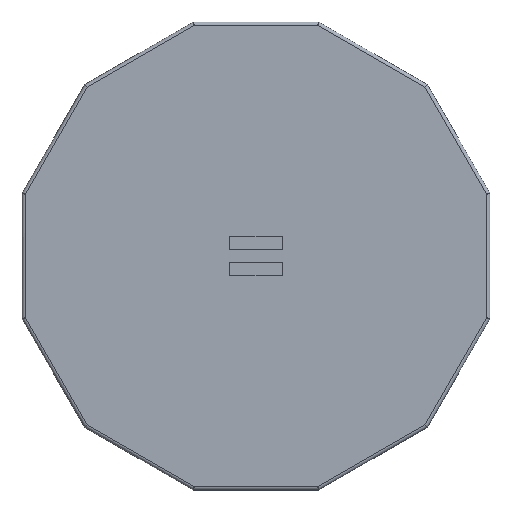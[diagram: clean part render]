
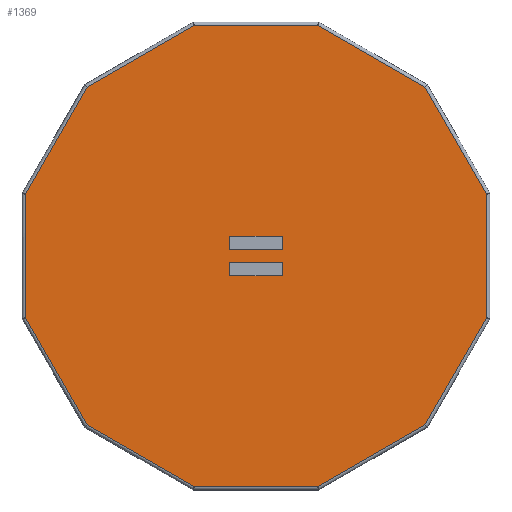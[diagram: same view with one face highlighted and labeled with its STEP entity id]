
A CAD part, front view. The second image highlights one B-rep face of the part: STEP entity #1369.
In plain terms, the highlighted planar face has unit normal (0, -1, 0).
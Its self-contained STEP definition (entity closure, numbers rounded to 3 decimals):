
#48=FACE_BOUND('',#237,.T.);
#49=FACE_BOUND('',#238,.T.);
#71=PLANE('',#1502);
#149=FACE_OUTER_BOUND('',#236,.T.);
#236=EDGE_LOOP('',(#1129,#1130,#1131,#1132,#1133,#1134,#1135,#1136,#1137,
#1138,#1139,#1140));
#237=EDGE_LOOP('',(#1141,#1142,#1143,#1144));
#238=EDGE_LOOP('',(#1145,#1146,#1147,#1148));
#273=LINE('',#1942,#433);
#277=LINE('',#1950,#437);
#280=LINE('',#1956,#440);
#283=LINE('',#1961,#443);
#285=LINE('',#1967,#445);
#289=LINE('',#1975,#449);
#292=LINE('',#1981,#452);
#295=LINE('',#1986,#455);
#346=LINE('',#2115,#506);
#347=LINE('',#2120,#507);
#348=LINE('',#2124,#508);
#349=LINE('',#2128,#509);
#351=LINE('',#2134,#511);
#353=LINE('',#2140,#513);
#355=LINE('',#2146,#515);
#357=LINE('',#2152,#517);
#359=LINE('',#2158,#519);
#360=LINE('',#2162,#520);
#362=LINE('',#2167,#522);
#363=LINE('',#2170,#523);
#433=VECTOR('',#1564,10.);
#437=VECTOR('',#1570,10.);
#440=VECTOR('',#1575,10.);
#443=VECTOR('',#1580,10.);
#445=VECTOR('',#1586,10.);
#449=VECTOR('',#1592,10.);
#452=VECTOR('',#1597,10.);
#455=VECTOR('',#1602,10.);
#506=VECTOR('',#1719,10.);
#507=VECTOR('',#1726,10.);
#508=VECTOR('',#1731,10.);
#509=VECTOR('',#1736,10.);
#511=VECTOR('',#1742,10.);
#513=VECTOR('',#1748,10.);
#515=VECTOR('',#1754,10.);
#517=VECTOR('',#1760,10.);
#519=VECTOR('',#1766,10.);
#520=VECTOR('',#1771,10.);
#522=VECTOR('',#1777,10.);
#523=VECTOR('',#1782,10.);
#605=VERTEX_POINT('',#1940);
#606=VERTEX_POINT('',#1941);
#609=VERTEX_POINT('',#1949);
#611=VERTEX_POINT('',#1955);
#613=VERTEX_POINT('',#1965);
#614=VERTEX_POINT('',#1966);
#617=VERTEX_POINT('',#1974);
#619=VERTEX_POINT('',#1980);
#664=VERTEX_POINT('',#2113);
#665=VERTEX_POINT('',#2114);
#666=VERTEX_POINT('',#2119);
#667=VERTEX_POINT('',#2123);
#668=VERTEX_POINT('',#2127);
#670=VERTEX_POINT('',#2133);
#672=VERTEX_POINT('',#2139);
#674=VERTEX_POINT('',#2145);
#676=VERTEX_POINT('',#2151);
#678=VERTEX_POINT('',#2157);
#679=VERTEX_POINT('',#2161);
#680=VERTEX_POINT('',#2166);
#729=EDGE_CURVE('',#605,#606,#273,.T.);
#733=EDGE_CURVE('',#606,#609,#277,.T.);
#736=EDGE_CURVE('',#609,#611,#280,.T.);
#739=EDGE_CURVE('',#611,#605,#283,.T.);
#741=EDGE_CURVE('',#613,#614,#285,.T.);
#745=EDGE_CURVE('',#614,#617,#289,.T.);
#748=EDGE_CURVE('',#617,#619,#292,.T.);
#751=EDGE_CURVE('',#619,#613,#295,.T.);
#814=EDGE_CURVE('',#664,#665,#346,.T.);
#817=EDGE_CURVE('',#665,#666,#347,.T.);
#819=EDGE_CURVE('',#666,#667,#348,.T.);
#821=EDGE_CURVE('',#667,#668,#349,.T.);
#824=EDGE_CURVE('',#668,#670,#351,.T.);
#827=EDGE_CURVE('',#670,#672,#353,.T.);
#830=EDGE_CURVE('',#672,#674,#355,.T.);
#833=EDGE_CURVE('',#674,#676,#357,.T.);
#836=EDGE_CURVE('',#676,#678,#359,.T.);
#838=EDGE_CURVE('',#679,#664,#360,.T.);
#841=EDGE_CURVE('',#678,#680,#362,.T.);
#843=EDGE_CURVE('',#680,#679,#363,.T.);
#1129=ORIENTED_EDGE('',*,*,#814,.F.);
#1130=ORIENTED_EDGE('',*,*,#838,.F.);
#1131=ORIENTED_EDGE('',*,*,#843,.F.);
#1132=ORIENTED_EDGE('',*,*,#841,.F.);
#1133=ORIENTED_EDGE('',*,*,#836,.F.);
#1134=ORIENTED_EDGE('',*,*,#833,.F.);
#1135=ORIENTED_EDGE('',*,*,#830,.F.);
#1136=ORIENTED_EDGE('',*,*,#827,.F.);
#1137=ORIENTED_EDGE('',*,*,#824,.F.);
#1138=ORIENTED_EDGE('',*,*,#821,.F.);
#1139=ORIENTED_EDGE('',*,*,#819,.F.);
#1140=ORIENTED_EDGE('',*,*,#817,.F.);
#1141=ORIENTED_EDGE('',*,*,#729,.T.);
#1142=ORIENTED_EDGE('',*,*,#733,.T.);
#1143=ORIENTED_EDGE('',*,*,#736,.T.);
#1144=ORIENTED_EDGE('',*,*,#739,.T.);
#1145=ORIENTED_EDGE('',*,*,#741,.T.);
#1146=ORIENTED_EDGE('',*,*,#745,.T.);
#1147=ORIENTED_EDGE('',*,*,#748,.T.);
#1148=ORIENTED_EDGE('',*,*,#751,.T.);
#1369=ADVANCED_FACE('',(#149,#48,#49),#71,.F.);
#1502=AXIS2_PLACEMENT_3D('',#2177,#1792,#1793);
#1564=DIRECTION('',(1.,0.,0.));
#1570=DIRECTION('',(0.,0.,-1.));
#1575=DIRECTION('',(-1.,0.,0.));
#1580=DIRECTION('',(0.,0.,1.));
#1586=DIRECTION('',(0.,0.,-1.));
#1592=DIRECTION('',(-1.,0.,0.));
#1597=DIRECTION('',(0.,0.,1.));
#1602=DIRECTION('',(1.,0.,0.));
#1719=DIRECTION('',(0.5,0.,0.866));
#1726=DIRECTION('',(0.866,0.,0.5));
#1731=DIRECTION('',(1.,0.,0.));
#1736=DIRECTION('',(0.866,0.,-0.5));
#1742=DIRECTION('',(0.5,0.,-0.866));
#1748=DIRECTION('',(0.,0.,-1.));
#1754=DIRECTION('',(-0.5,0.,-0.866));
#1760=DIRECTION('',(-0.866,0.,-0.5));
#1766=DIRECTION('',(-1.,0.,0.));
#1771=DIRECTION('',(0.,0.,1.));
#1777=DIRECTION('',(-0.866,0.,0.5));
#1782=DIRECTION('',(-0.5,0.,0.866));
#1792=DIRECTION('center_axis',(0.,1.,0.));
#1793=DIRECTION('ref_axis',(0.,0.,1.));
#1940=CARTESIAN_POINT('',(-10.,0.,7.5));
#1941=CARTESIAN_POINT('',(10.,0.,7.5));
#1942=CARTESIAN_POINT('',(5.,0.,7.5));
#1949=CARTESIAN_POINT('',(10.,0.,2.5));
#1950=CARTESIAN_POINT('',(10.,0.,1.25));
#1955=CARTESIAN_POINT('',(-10.,0.,2.5));
#1956=CARTESIAN_POINT('',(-5.,0.,2.5));
#1961=CARTESIAN_POINT('',(-10.,0.,3.75));
#1965=CARTESIAN_POINT('',(10.,0.,-2.5));
#1966=CARTESIAN_POINT('',(10.,0.,-7.5));
#1967=CARTESIAN_POINT('',(10.,0.,-3.75));
#1974=CARTESIAN_POINT('',(-10.,0.,-7.5));
#1975=CARTESIAN_POINT('',(-5.,0.,-7.5));
#1980=CARTESIAN_POINT('',(-10.,0.,-2.5));
#1981=CARTESIAN_POINT('',(-10.,0.,-1.25));
#1986=CARTESIAN_POINT('',(5.,0.,-2.5));
#2113=CARTESIAN_POINT('',(-87.187,0.,23.362));
#2114=CARTESIAN_POINT('',(-63.826,0.,63.826));
#2115=CARTESIAN_POINT('',(-81.427,0.,33.339));
#2119=CARTESIAN_POINT('',(-23.362,0.,87.187));
#2120=CARTESIAN_POINT('',(-53.849,0.,69.586));
#2123=CARTESIAN_POINT('',(23.362,0.,87.187));
#2124=CARTESIAN_POINT('',(-11.842,0.,87.187));
#2127=CARTESIAN_POINT('',(63.826,0.,63.826));
#2128=CARTESIAN_POINT('',(33.339,0.,81.427));
#2133=CARTESIAN_POINT('',(87.187,0.,23.362));
#2134=CARTESIAN_POINT('',(69.586,0.,53.849));
#2139=CARTESIAN_POINT('',(87.187,0.,-23.362));
#2140=CARTESIAN_POINT('',(87.187,0.,11.842));
#2145=CARTESIAN_POINT('',(63.826,0.,-63.826));
#2146=CARTESIAN_POINT('',(81.427,0.,-33.339));
#2151=CARTESIAN_POINT('',(23.362,0.,-87.187));
#2152=CARTESIAN_POINT('',(53.849,0.,-69.586));
#2157=CARTESIAN_POINT('',(-23.362,0.,-87.187));
#2158=CARTESIAN_POINT('',(11.842,0.,-87.187));
#2161=CARTESIAN_POINT('',(-87.187,0.,-23.362));
#2162=CARTESIAN_POINT('',(-87.187,0.,-11.842));
#2166=CARTESIAN_POINT('',(-63.826,0.,-63.826));
#2167=CARTESIAN_POINT('',(-33.339,0.,-81.427));
#2170=CARTESIAN_POINT('',(-69.586,0.,-53.849));
#2177=CARTESIAN_POINT('Origin',(0.,0.,0.));
